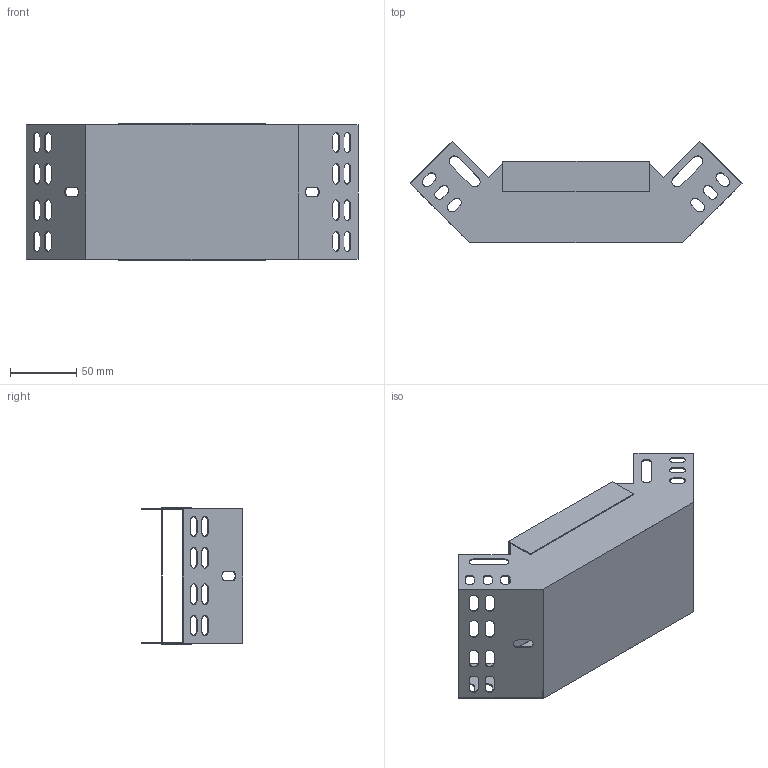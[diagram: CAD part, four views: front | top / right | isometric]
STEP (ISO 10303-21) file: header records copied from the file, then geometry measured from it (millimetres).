
FILE_DESCRIPTION (( 'STEP AP203' ), '1' );
FILE_NAME ('CLP1V-060-100-1 Ïîâîðîò íà 90 ãð. âåðòèêàëüíûé âíóòðåííèé 60õ100 ìì..STEP', '2016-03-11T13:34:03', ( '' ), ( '' ), 'SwSTEP 2.0', 'SolidWorks 2014', '' );
FILE_SCHEMA (( 'CONFIG_CONTROL_DESIGN' ));
Length unit declared in the file: millimetre
Products named in the file (1): CLP1V-060-100-1 Ïîâîðîò íà 90 ãð. âåðòèêàëüíûé âíóòðåííèé 60õ100 ìì.
Bounding box: 251.48 x 77.03 x 103.2 mm (x, y, z)
Volume: 54444.8 mm3; surface area: 138263.7 mm2
Topology: 2 solids, 2 shells, 168 faces, 492 edges, 328 vertices
Faces by surface type: plane 100, cylinder 68
Entity records: 5803 total; most frequent: CARTESIAN_POINT 989, ORIENTED_EDGE 984, DIRECTION 966, EDGE_CURVE 492, LINE 356, VECTOR 356, VERTEX_POINT 328, AXIS2_PLACEMENT_3D 305
